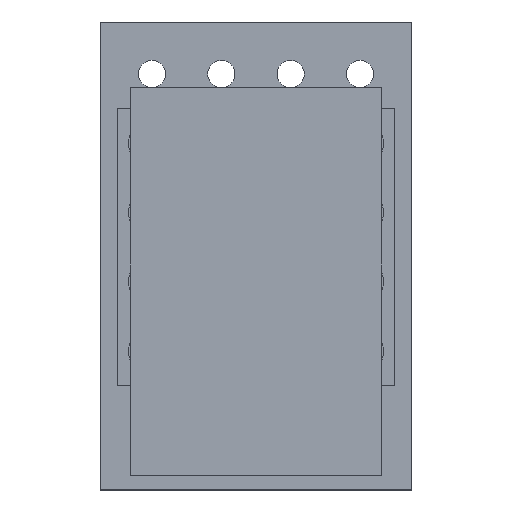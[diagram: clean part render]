
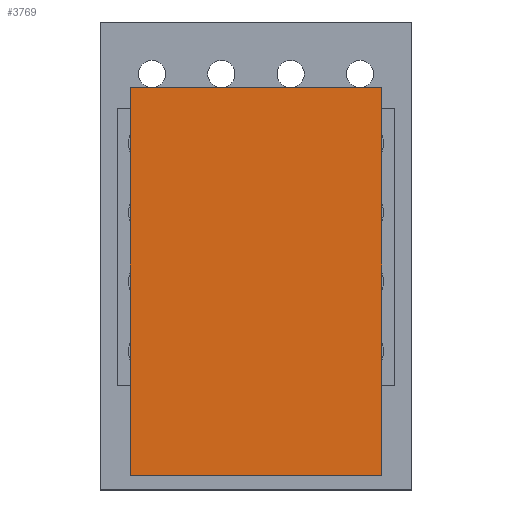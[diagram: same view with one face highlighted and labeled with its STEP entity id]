
A CAD part, top view. The second image highlights one B-rep face of the part: STEP entity #3769.
In plain terms, the highlighted planar face has unit normal (0, 0, 1).
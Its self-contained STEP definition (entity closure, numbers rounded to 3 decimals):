
#3474 = VERTEX_POINT('',#3475);
#3475 = CARTESIAN_POINT('',(-7.05,-16.55,9.1));
#3481 = EDGE_CURVE('',#3474,#3482,#3484,.T.);
#3482 = VERTEX_POINT('',#3483);
#3483 = CARTESIAN_POINT('',(-7.05,-2.35,9.1));
#3484 = LINE('',#3485,#3486);
#3485 = CARTESIAN_POINT('',(-7.05,-16.55,9.1));
#3486 = VECTOR('',#3487,1.);
#3487 = DIRECTION('',(0.,1.,0.));
#3505 = VERTEX_POINT('',#3506);
#3506 = CARTESIAN_POINT('',(2.15,-16.55,9.1));
#3512 = EDGE_CURVE('',#3505,#3474,#3513,.T.);
#3513 = LINE('',#3514,#3515);
#3514 = CARTESIAN_POINT('',(2.15,-16.55,9.1));
#3515 = VECTOR('',#3516,1.);
#3516 = DIRECTION('',(-1.,0.,0.));
#3529 = VERTEX_POINT('',#3530);
#3530 = CARTESIAN_POINT('',(2.15,-2.35,9.1));
#3536 = EDGE_CURVE('',#3529,#3505,#3537,.T.);
#3537 = LINE('',#3538,#3539);
#3538 = CARTESIAN_POINT('',(2.15,-2.35,9.1));
#3539 = VECTOR('',#3540,1.);
#3540 = DIRECTION('',(0.,-1.,0.));
#3553 = EDGE_CURVE('',#3482,#3529,#3554,.T.);
#3554 = LINE('',#3555,#3556);
#3555 = CARTESIAN_POINT('',(-7.05,-2.35,9.1));
#3556 = VECTOR('',#3557,1.);
#3557 = DIRECTION('',(1.,0.,0.));
#3769 = ADVANCED_FACE('',(#3770),#3776,.T.);
#3770 = FACE_BOUND('',#3771,.F.);
#3771 = EDGE_LOOP('',(#3772,#3773,#3774,#3775));
#3772 = ORIENTED_EDGE('',*,*,#3481,.T.);
#3773 = ORIENTED_EDGE('',*,*,#3553,.T.);
#3774 = ORIENTED_EDGE('',*,*,#3536,.T.);
#3775 = ORIENTED_EDGE('',*,*,#3512,.T.);
#3776 = PLANE('',#3777);
#3777 = AXIS2_PLACEMENT_3D('',#3778,#3779,#3780);
#3778 = CARTESIAN_POINT('',(-7.05,-16.55,9.1));
#3779 = DIRECTION('',(0.,0.,1.));
#3780 = DIRECTION('',(0.,1.,0.));
